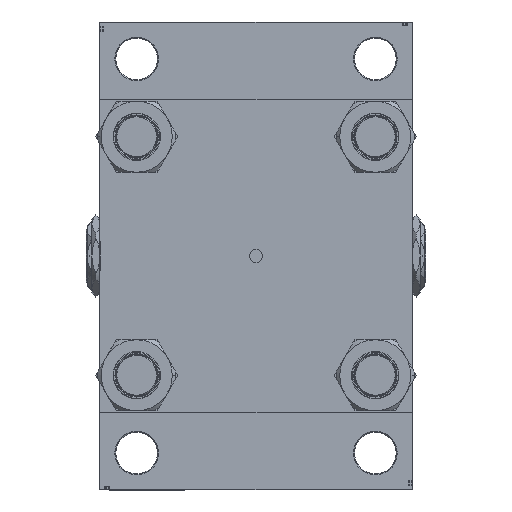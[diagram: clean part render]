
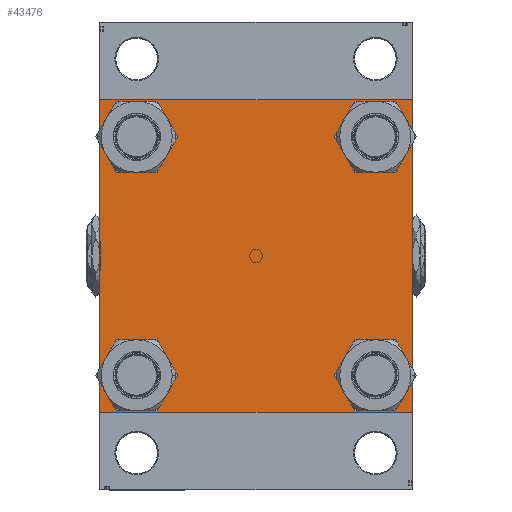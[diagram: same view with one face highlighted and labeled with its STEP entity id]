
A CAD part, left-side view. The second image highlights one B-rep face of the part: STEP entity #43476.
In plain terms, the highlighted planar face has unit normal (-1, 0, 0).
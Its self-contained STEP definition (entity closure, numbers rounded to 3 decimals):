
#815 = AXIS2_PLACEMENT_3D ( 'NONE', #37201, #40239, #13276 ) ;
#917 = ORIENTED_EDGE ( 'NONE', *, *, #47396, .T. ) ;
#1026 = AXIS2_PLACEMENT_3D ( 'NONE', #42143, #7638, #7142 ) ;
#1046 = DIRECTION ( 'NONE',  ( 0., 0., 1. ) ) ;
#1520 = EDGE_CURVE ( 'NONE', #31878, #39477, #31087, .T. ) ;
#1989 = VERTEX_POINT ( 'NONE', #11479 ) ;
#2236 = DIRECTION ( 'NONE',  ( 0., 0., -1. ) ) ;
#2255 = ORIENTED_EDGE ( 'NONE', *, *, #2525, .T. ) ;
#2489 = CARTESIAN_POINT ( 'NONE',  ( 0., 82.25, -82.25 ) ) ;
#2525 = EDGE_CURVE ( 'NONE', #36587, #38357, #40837, .T. ) ;
#2847 = EDGE_CURVE ( 'NONE', #48568, #32743, #41237, .T. ) ;
#2950 = VECTOR ( 'NONE', #8966, 1000. ) ;
#3402 = VECTOR ( 'NONE', #27064, 1000. ) ;
#3435 = AXIS2_PLACEMENT_3D ( 'NONE', #9310, #6534, #5790 ) ;
#3651 = CARTESIAN_POINT ( 'NONE',  ( 0., 62.95, -62.95 ) ) ;
#3953 = AXIS2_PLACEMENT_3D ( 'NONE', #3651, #15211, #6421 ) ;
#4815 = ORIENTED_EDGE ( 'NONE', *, *, #33568, .T. ) ;
#4839 = CARTESIAN_POINT ( 'NONE',  ( 0., -62.95, 62.95 ) ) ;
#5790 = DIRECTION ( 'NONE',  ( 0., 0., 1. ) ) ;
#6268 = CARTESIAN_POINT ( 'NONE',  ( 0., 82.5, 82.5 ) ) ;
#6421 = DIRECTION ( 'NONE',  ( 0., 0., 1. ) ) ;
#6534 = DIRECTION ( 'NONE',  ( 1., 0., 0. ) ) ;
#6616 = DIRECTION ( 'NONE',  ( 0., 0., 1. ) ) ;
#7142 = DIRECTION ( 'NONE',  ( 0., 0., 1. ) ) ;
#7554 = CARTESIAN_POINT ( 'NONE',  ( 0., -62.95, -62.95 ) ) ;
#7638 = DIRECTION ( 'NONE',  ( -1., 0., 0. ) ) ;
#7723 = VERTEX_POINT ( 'NONE', #43686 ) ;
#7869 = CARTESIAN_POINT ( 'NONE',  ( 0., 82.5, -82.5 ) ) ;
#7956 = ORIENTED_EDGE ( 'NONE', *, *, #25492, .T. ) ;
#8960 = VECTOR ( 'NONE', #43296, 1000. ) ;
#8966 = DIRECTION ( 'NONE',  ( 0., 0.707, 0.707 ) ) ;
#9310 = CARTESIAN_POINT ( 'NONE',  ( 0., 62.95, 62.95 ) ) ;
#9435 = ORIENTED_EDGE ( 'NONE', *, *, #27483, .T. ) ;
#10719 = CARTESIAN_POINT ( 'NONE',  ( 0., 62.95, -74.45 ) ) ;
#10915 = FACE_BOUND ( 'NONE', #21898, .T. ) ;
#11294 = EDGE_LOOP ( 'NONE', ( #39450, #7956, #29772, #26271, #12964, #23741, #36896, #2255 ) ) ;
#11479 = CARTESIAN_POINT ( 'NONE',  ( 0., 82., -82.5 ) ) ;
#12084 = CARTESIAN_POINT ( 'NONE',  ( 0., -62.95, 62.95 ) ) ;
#12815 = LINE ( 'NONE', #21292, #8960 ) ;
#12884 = CIRCLE ( 'NONE', #46684, 11.5 ) ;
#12910 = CARTESIAN_POINT ( 'NONE',  ( 0., -82., 82.5 ) ) ;
#12964 = ORIENTED_EDGE ( 'NONE', *, *, #40551, .F. ) ;
#13276 = DIRECTION ( 'NONE',  ( 0., 0., 1. ) ) ;
#15036 = EDGE_CURVE ( 'NONE', #40454, #36352, #24084, .T. ) ;
#15211 = DIRECTION ( 'NONE',  ( 1., 0., 0. ) ) ;
#15437 = FACE_BOUND ( 'NONE', #30963, .T. ) ;
#15858 = DIRECTION ( 'NONE',  ( 1., 0., 0. ) ) ;
#16094 = CIRCLE ( 'NONE', #815, 11.5 ) ;
#16162 = CIRCLE ( 'NONE', #37877, 11.5 ) ;
#16835 = CARTESIAN_POINT ( 'NONE',  ( 0., -62.95, -51.45 ) ) ;
#17141 = EDGE_CURVE ( 'NONE', #36587, #36352, #29256, .T. ) ;
#17345 = DIRECTION ( 'NONE',  ( 0., 0., 1. ) ) ;
#17411 = DIRECTION ( 'NONE',  ( 0., 0., 1. ) ) ;
#17589 = ORIENTED_EDGE ( 'NONE', *, *, #44777, .T. ) ;
#18099 = EDGE_LOOP ( 'NONE', ( #24197, #42406 ) ) ;
#18736 = CIRCLE ( 'NONE', #46887, 11.5 ) ;
#19755 = CARTESIAN_POINT ( 'NONE',  ( 0., -82.25, -82.25 ) ) ;
#19906 = VECTOR ( 'NONE', #45133, 1000. ) ;
#19932 = VECTOR ( 'NONE', #39104, 1000. ) ;
#20134 = CARTESIAN_POINT ( 'NONE',  ( 0., -82., -82.5 ) ) ;
#20184 = DIRECTION ( 'NONE',  ( 1., 0., 0. ) ) ;
#20190 = VECTOR ( 'NONE', #41007, 1000. ) ;
#20243 = VERTEX_POINT ( 'NONE', #35041 ) ;
#21292 = CARTESIAN_POINT ( 'NONE',  ( 0., -82.5, 82.5 ) ) ;
#21455 = CARTESIAN_POINT ( 'NONE',  ( 0., 82.5, 82.5 ) ) ;
#21694 = CARTESIAN_POINT ( 'NONE',  ( 0., 82.25, 82.25 ) ) ;
#21898 = EDGE_LOOP ( 'NONE', ( #917, #43462 ) ) ;
#22362 = LINE ( 'NONE', #2489, #20190 ) ;
#22414 = VERTEX_POINT ( 'NONE', #38847 ) ;
#23421 = DIRECTION ( 'NONE',  ( 0., 0., 1. ) ) ;
#23741 = ORIENTED_EDGE ( 'NONE', *, *, #15036, .T. ) ;
#23946 = CARTESIAN_POINT ( 'NONE',  ( 0., 82., 82.5 ) ) ;
#24084 = LINE ( 'NONE', #43478, #2950 ) ;
#24197 = ORIENTED_EDGE ( 'NONE', *, *, #36902, .T. ) ;
#24332 = VECTOR ( 'NONE', #37063, 1000. ) ;
#24799 = VERTEX_POINT ( 'NONE', #47747 ) ;
#25160 = CARTESIAN_POINT ( 'NONE',  ( 0., 62.95, -62.95 ) ) ;
#25340 = VERTEX_POINT ( 'NONE', #16835 ) ;
#25492 = EDGE_CURVE ( 'NONE', #7723, #1989, #22362, .T. ) ;
#26137 = EDGE_LOOP ( 'NONE', ( #37468, #9435 ) ) ;
#26271 = ORIENTED_EDGE ( 'NONE', *, *, #1520, .T. ) ;
#26580 = AXIS2_PLACEMENT_3D ( 'NONE', #4839, #20184, #1046 ) ;
#27064 = DIRECTION ( 'NONE',  ( 0., -0.707, 0.707 ) ) ;
#27416 = CARTESIAN_POINT ( 'NONE',  ( 0., 82.5, 82. ) ) ;
#27483 = EDGE_CURVE ( 'NONE', #24799, #37133, #28156, .T. ) ;
#27484 = EDGE_CURVE ( 'NONE', #37133, #24799, #12884, .T. ) ;
#28156 = CIRCLE ( 'NONE', #26580, 11.5 ) ;
#29074 = EDGE_CURVE ( 'NONE', #1989, #31878, #42389, .T. ) ;
#29256 = LINE ( 'NONE', #21455, #19906 ) ;
#29772 = ORIENTED_EDGE ( 'NONE', *, *, #29074, .T. ) ;
#30963 = EDGE_LOOP ( 'NONE', ( #17589, #4815 ) ) ;
#31087 = LINE ( 'NONE', #19755, #3402 ) ;
#31878 = VERTEX_POINT ( 'NONE', #20134 ) ;
#32448 = VERTEX_POINT ( 'NONE', #10719 ) ;
#32743 = VERTEX_POINT ( 'NONE', #46838 ) ;
#32848 = EDGE_CURVE ( 'NONE', #38357, #7723, #40766, .T. ) ;
#33139 = CIRCLE ( 'NONE', #41207, 11.5 ) ;
#33568 = EDGE_CURVE ( 'NONE', #32448, #22414, #45752, .T. ) ;
#35041 = CARTESIAN_POINT ( 'NONE',  ( 0., -62.95, -74.45 ) ) ;
#36314 = CARTESIAN_POINT ( 'NONE',  ( 0., 62.95, 62.95 ) ) ;
#36352 = VERTEX_POINT ( 'NONE', #12910 ) ;
#36587 = VERTEX_POINT ( 'NONE', #23946 ) ;
#36896 = ORIENTED_EDGE ( 'NONE', *, *, #17141, .F. ) ;
#36902 = EDGE_CURVE ( 'NONE', #25340, #20243, #16094, .T. ) ;
#37063 = DIRECTION ( 'NONE',  ( 0., 0.707, -0.707 ) ) ;
#37133 = VERTEX_POINT ( 'NONE', #39188 ) ;
#37201 = CARTESIAN_POINT ( 'NONE',  ( 0., -62.95, -62.95 ) ) ;
#37468 = ORIENTED_EDGE ( 'NONE', *, *, #27484, .T. ) ;
#37877 = AXIS2_PLACEMENT_3D ( 'NONE', #7554, #41120, #6616 ) ;
#38037 = CARTESIAN_POINT ( 'NONE',  ( 0., -82.5, 82. ) ) ;
#38354 = FACE_BOUND ( 'NONE', #18099, .T. ) ;
#38357 = VERTEX_POINT ( 'NONE', #27416 ) ;
#38847 = CARTESIAN_POINT ( 'NONE',  ( 0., 62.95, -51.45 ) ) ;
#39104 = DIRECTION ( 'NONE',  ( 0., -1., 0. ) ) ;
#39188 = CARTESIAN_POINT ( 'NONE',  ( 0., -62.95, 74.45 ) ) ;
#39232 = EDGE_CURVE ( 'NONE', #20243, #25340, #16162, .T. ) ;
#39450 = ORIENTED_EDGE ( 'NONE', *, *, #32848, .T. ) ;
#39477 = VERTEX_POINT ( 'NONE', #44279 ) ;
#40062 = VECTOR ( 'NONE', #2236, 1000. ) ;
#40239 = DIRECTION ( 'NONE',  ( 1., 0., 0. ) ) ;
#40454 = VERTEX_POINT ( 'NONE', #38037 ) ;
#40551 = EDGE_CURVE ( 'NONE', #40454, #39477, #12815, .T. ) ;
#40766 = LINE ( 'NONE', #6268, #40062 ) ;
#40837 = LINE ( 'NONE', #21694, #24332 ) ;
#41007 = DIRECTION ( 'NONE',  ( 0., -0.707, -0.707 ) ) ;
#41120 = DIRECTION ( 'NONE',  ( 1., 0., 0. ) ) ;
#41207 = AXIS2_PLACEMENT_3D ( 'NONE', #25160, #41269, #17345 ) ;
#41237 = CIRCLE ( 'NONE', #3435, 11.5 ) ;
#41269 = DIRECTION ( 'NONE',  ( 1., 0., 0. ) ) ;
#41637 = FACE_OUTER_BOUND ( 'NONE', #11294, .T. ) ;
#41894 = FACE_BOUND ( 'NONE', #26137, .T. ) ;
#42143 = CARTESIAN_POINT ( 'NONE',  ( 0., 0., 0. ) ) ;
#42389 = LINE ( 'NONE', #7869, #19932 ) ;
#42406 = ORIENTED_EDGE ( 'NONE', *, *, #39232, .T. ) ;
#43296 = DIRECTION ( 'NONE',  ( 0., 0., -1. ) ) ;
#43462 = ORIENTED_EDGE ( 'NONE', *, *, #2847, .T. ) ;
#43476 = ADVANCED_FACE ( 'NONE', ( #41894, #38354, #15437, #10915, #41637 ), #45424, .T. ) ;
#43478 = CARTESIAN_POINT ( 'NONE',  ( 0., -82.25, 82.25 ) ) ;
#43686 = CARTESIAN_POINT ( 'NONE',  ( 0., 82.5, -82. ) ) ;
#44279 = CARTESIAN_POINT ( 'NONE',  ( 0., -82.5, -82. ) ) ;
#44777 = EDGE_CURVE ( 'NONE', #22414, #32448, #33139, .T. ) ;
#45133 = DIRECTION ( 'NONE',  ( 0., -1., 0. ) ) ;
#45324 = CARTESIAN_POINT ( 'NONE',  ( 0., 62.95, 51.45 ) ) ;
#45424 = PLANE ( 'NONE',  #1026 ) ;
#45752 = CIRCLE ( 'NONE', #3953, 11.5 ) ;
#46684 = AXIS2_PLACEMENT_3D ( 'NONE', #12084, #15858, #23421 ) ;
#46838 = CARTESIAN_POINT ( 'NONE',  ( 0., 62.95, 74.45 ) ) ;
#46887 = AXIS2_PLACEMENT_3D ( 'NONE', #36314, #47648, #17411 ) ;
#47396 = EDGE_CURVE ( 'NONE', #32743, #48568, #18736, .T. ) ;
#47648 = DIRECTION ( 'NONE',  ( 1., 0., 0. ) ) ;
#47747 = CARTESIAN_POINT ( 'NONE',  ( 0., -62.95, 51.45 ) ) ;
#48568 = VERTEX_POINT ( 'NONE', #45324 ) ;
